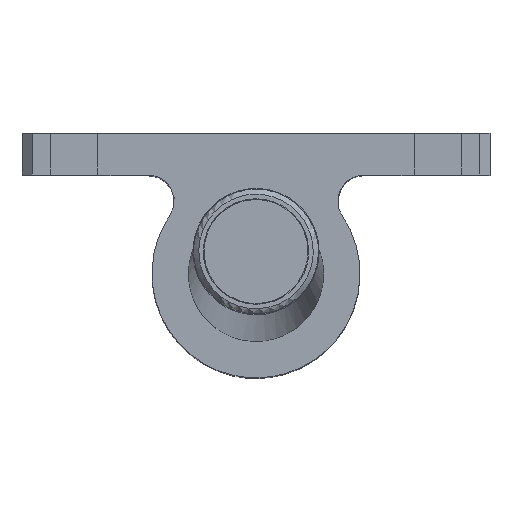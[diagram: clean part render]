
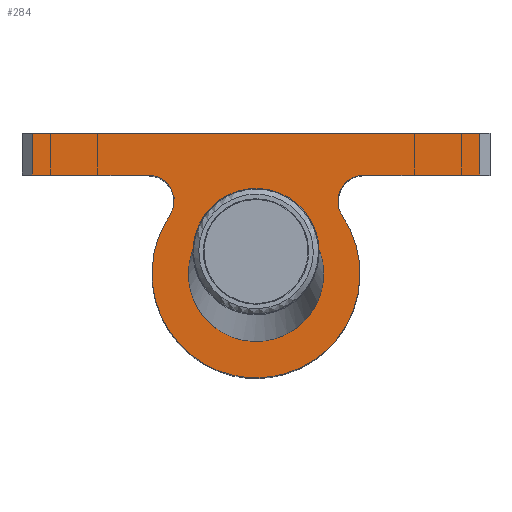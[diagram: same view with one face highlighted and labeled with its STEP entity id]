
A CAD part, top view. The second image highlights one B-rep face of the part: STEP entity #284.
In plain terms, the highlighted free-form (B-spline) face has degree [1, 1] with [2, 2] control points.
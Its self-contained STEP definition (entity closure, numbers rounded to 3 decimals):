
#188 = EDGE_CURVE('',#189,#191,#193,.T.);
#189 = VERTEX_POINT('',#190);
#190 = CARTESIAN_POINT('',(17.468,6.702,78.333
    ));
#191 = VERTEX_POINT('',#192);
#192 = CARTESIAN_POINT('',(-11.376,6.702,78.333)
  );
#193 = ( BOUNDED_CURVE() B_SPLINE_CURVE(2,(#194,#195,#196,#197,#198),
.UNSPECIFIED.,.F.,.F.) B_SPLINE_CURVE_WITH_KNOTS((3,2,3),(0.976
,3.142,5.307),.PIECEWISE_BEZIER_KNOTS.) CURVE() 
GEOMETRIC_REPRESENTATION_ITEM() RATIONAL_B_SPLINE_CURVE((1.,
0.469,1.,0.469,1.)) REPRESENTATION_ITEM('') );
#194 = CARTESIAN_POINT('',(17.468,6.702,78.333
    ));
#195 = CARTESIAN_POINT('',(35.823,-20.454,
    78.333));
#196 = CARTESIAN_POINT('',(3.046,-20.454,78.333
    ));
#197 = CARTESIAN_POINT('',(-29.731,-20.454,
    78.333));
#198 = CARTESIAN_POINT('',(-11.376,6.702,78.333)
  );
#236 = EDGE_CURVE('',#237,#237,#239,.T.);
#237 = VERTEX_POINT('',#238);
#238 = CARTESIAN_POINT('',(14.361,-3.046,
    78.333));
#239 = ( BOUNDED_CURVE() B_SPLINE_CURVE(2,(#240,#241,#242,#243,#244,#245
,#246),.UNSPECIFIED.,.T.,.F.) B_SPLINE_CURVE_WITH_KNOTS((1,2,2,2,2,1),(
    -2.094,0.,2.094,4.189,6.283,
8.378),.UNSPECIFIED.) CURVE() GEOMETRIC_REPRESENTATION_ITEM() 
RATIONAL_B_SPLINE_CURVE((1.,0.5,1.,0.5,1.,0.5,1.)) REPRESENTATION_ITEM(
  '') );
#240 = CARTESIAN_POINT('',(14.361,-3.046,
    78.333));
#241 = CARTESIAN_POINT('',(14.361,-22.644,
    78.333));
#242 = CARTESIAN_POINT('',(-2.611,-12.845,
    78.333));
#243 = CARTESIAN_POINT('',(-19.583,-3.046,
    78.333));
#244 = CARTESIAN_POINT('',(-2.611,6.753,
    78.333));
#245 = CARTESIAN_POINT('',(14.361,16.551,
    78.333));
#246 = CARTESIAN_POINT('',(14.361,-3.046,
    78.333));
#284 = ADVANCED_FACE('',(#285,#337),#340,.F.);
#285 = FACE_BOUND('',#286,.T.);
#286 = EDGE_LOOP('',(#287,#296,#303,#310,#316,#317,#325,#332));
#287 = ORIENTED_EDGE('',*,*,#288,.F.);
#288 = EDGE_CURVE('',#289,#291,#293,.T.);
#289 = VERTEX_POINT('',#290);
#290 = CARTESIAN_POINT('',(-34.379,20.454,
    78.333));
#291 = VERTEX_POINT('',#292);
#292 = CARTESIAN_POINT('',(40.472,20.454,
    78.333));
#293 = B_SPLINE_CURVE_WITH_KNOTS('',1,(#294,#295),.UNSPECIFIED.,.F.,.F.,
  (2,2),(2.,88.),.PIECEWISE_BEZIER_KNOTS.);
#294 = CARTESIAN_POINT('',(-34.379,20.454,
    78.333));
#295 = CARTESIAN_POINT('',(40.472,20.454,
    78.333));
#296 = ORIENTED_EDGE('',*,*,#297,.T.);
#297 = EDGE_CURVE('',#289,#298,#300,.T.);
#298 = VERTEX_POINT('',#299);
#299 = CARTESIAN_POINT('',(-34.379,13.491,
    78.333));
#300 = B_SPLINE_CURVE_WITH_KNOTS('',1,(#301,#302),.UNSPECIFIED.,.F.,.F.,
  (2,2),(-8.,0.),.PIECEWISE_BEZIER_KNOTS.);
#301 = CARTESIAN_POINT('',(-34.379,20.454,
    78.333));
#302 = CARTESIAN_POINT('',(-34.379,13.491,
    78.333));
#303 = ORIENTED_EDGE('',*,*,#304,.F.);
#304 = EDGE_CURVE('',#305,#298,#307,.T.);
#305 = VERTEX_POINT('',#306);
#306 = CARTESIAN_POINT('',(-14.981,13.491,
    78.333));
#307 = B_SPLINE_CURVE_WITH_KNOTS('',1,(#308,#309),.UNSPECIFIED.,.F.,.F.,
  (2,2),(65.712,88.),.PIECEWISE_BEZIER_KNOTS.);
#308 = CARTESIAN_POINT('',(-14.981,13.491,
    78.333));
#309 = CARTESIAN_POINT('',(-34.379,13.491,
    78.333));
#310 = ORIENTED_EDGE('',*,*,#311,.T.);
#311 = EDGE_CURVE('',#305,#191,#312,.T.);
#312 = ( BOUNDED_CURVE() B_SPLINE_CURVE(2,(#313,#314,#315),
.UNSPECIFIED.,.F.,.F.) B_SPLINE_CURVE_WITH_KNOTS((3,3),(1.571,
3.736),.PIECEWISE_BEZIER_KNOTS.) CURVE() 
GEOMETRIC_REPRESENTATION_ITEM() RATIONAL_B_SPLINE_CURVE((1.,
0.469,1.)) REPRESENTATION_ITEM('') );
#313 = CARTESIAN_POINT('',(-14.981,13.491,
    78.333));
#314 = CARTESIAN_POINT('',(-6.787,13.491,
    78.333));
#315 = CARTESIAN_POINT('',(-11.376,6.702,78.333)
  );
#316 = ORIENTED_EDGE('',*,*,#188,.F.);
#317 = ORIENTED_EDGE('',*,*,#318,.T.);
#318 = EDGE_CURVE('',#189,#319,#321,.T.);
#319 = VERTEX_POINT('',#320);
#320 = CARTESIAN_POINT('',(21.073,13.491,
    78.333));
#321 = ( BOUNDED_CURVE() B_SPLINE_CURVE(2,(#322,#323,#324),
.UNSPECIFIED.,.F.,.F.) B_SPLINE_CURVE_WITH_KNOTS((3,3),(5.689,
7.854),.PIECEWISE_BEZIER_KNOTS.) CURVE() 
GEOMETRIC_REPRESENTATION_ITEM() RATIONAL_B_SPLINE_CURVE((1.,
0.469,1.)) REPRESENTATION_ITEM('') );
#322 = CARTESIAN_POINT('',(17.468,6.702,78.333
    ));
#323 = CARTESIAN_POINT('',(12.879,13.491,
    78.333));
#324 = CARTESIAN_POINT('',(21.073,13.491,
    78.333));
#325 = ORIENTED_EDGE('',*,*,#326,.F.);
#326 = EDGE_CURVE('',#327,#319,#329,.T.);
#327 = VERTEX_POINT('',#328);
#328 = CARTESIAN_POINT('',(40.472,13.491,
    78.333));
#329 = B_SPLINE_CURVE_WITH_KNOTS('',1,(#330,#331),.UNSPECIFIED.,.F.,.F.,
  (2,2),(2.,24.288),.PIECEWISE_BEZIER_KNOTS.);
#330 = CARTESIAN_POINT('',(40.472,13.491,
    78.333));
#331 = CARTESIAN_POINT('',(21.073,13.491,
    78.333));
#332 = ORIENTED_EDGE('',*,*,#333,.T.);
#333 = EDGE_CURVE('',#327,#291,#334,.T.);
#334 = B_SPLINE_CURVE_WITH_KNOTS('',1,(#335,#336),.UNSPECIFIED.,.F.,.F.,
  (2,2),(-8.,0.),.PIECEWISE_BEZIER_KNOTS.);
#335 = CARTESIAN_POINT('',(40.472,13.491,
    78.333));
#336 = CARTESIAN_POINT('',(40.472,20.454,
    78.333));
#337 = FACE_BOUND('',#338,.T.);
#338 = EDGE_LOOP('',(#339));
#339 = ORIENTED_EDGE('',*,*,#236,.T.);
#340 = B_SPLINE_SURFACE_WITH_KNOTS('',1,1,(
    (#341,#342)
    ,(#343,#344
    )),.UNSPECIFIED.,.F.,.F.,.F.,(2,2),(2,2),(-43.,43.),(-20.,27.),
  .PIECEWISE_BEZIER_KNOTS.);
#341 = CARTESIAN_POINT('',(40.472,-20.454,
    78.333));
#342 = CARTESIAN_POINT('',(40.472,20.454,
    78.333));
#343 = CARTESIAN_POINT('',(-34.379,-20.454,
    78.333));
#344 = CARTESIAN_POINT('',(-34.379,20.454,
    78.333));
